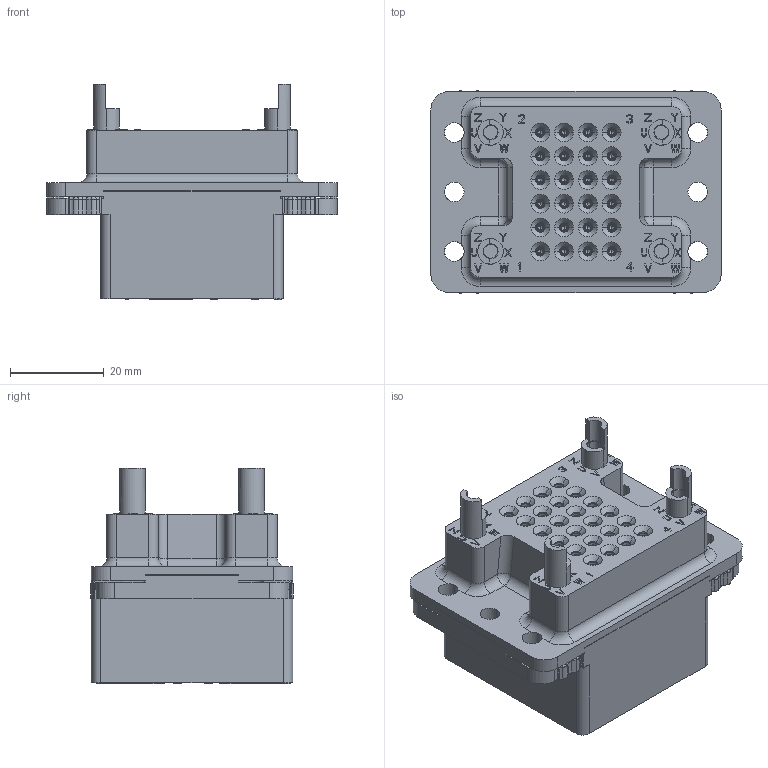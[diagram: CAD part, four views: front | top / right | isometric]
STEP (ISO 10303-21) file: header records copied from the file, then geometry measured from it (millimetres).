
FILE_DESCRIPTION((''),'2;1');
FILE_NAME('00551969200','2020-09-24T',('presta_be4'),(''),'CREO PARAMETRIC BY PTC INC, 2018360','CREO PARAMETRIC BY PTC INC, 2018360','');
FILE_SCHEMA(('CONFIG_CONTROL_DESIGN'));
Products named in the file (1): 00551969200
Bounding box: 62 x 43.28 x 46.05 mm (x, y, z)
Volume: 46097.8 mm3; surface area: 45935.8 mm2
Topology: 37 solids, 37 shells, 4408 faces, 12107 edges, 7806 vertices
Faces by surface type: plane 2994, cylinder 778, cone 440, torus 184, bspline 8, sphere 4
Entity records: 142469 total; most frequent: CARTESIAN_POINT 29841, ORIENTED_EDGE 24118, DIRECTION 22603, EDGE_CURVE 12059, VECTOR 8243, LINE 8243, VERTEX_POINT 7806, AXIS2_PLACEMENT_3D 7180
